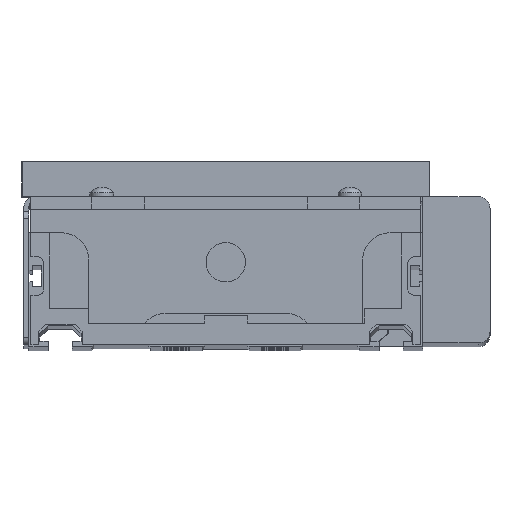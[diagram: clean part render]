
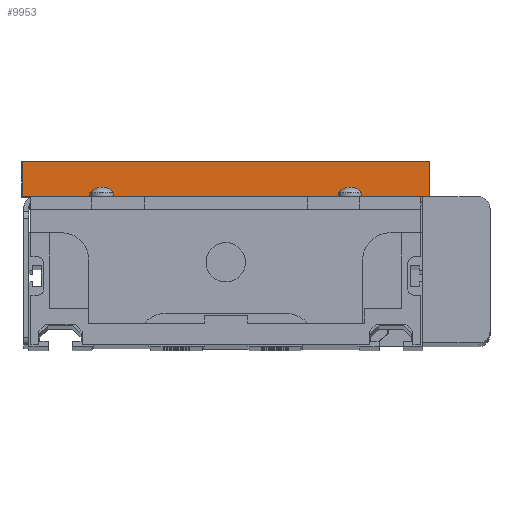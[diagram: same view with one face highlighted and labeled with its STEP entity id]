
A CAD part, top view. The second image highlights one B-rep face of the part: STEP entity #9953.
In plain terms, the highlighted planar face has unit normal (0, 0, 1).
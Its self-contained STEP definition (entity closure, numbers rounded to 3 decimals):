
#376 = PLANE ( 'NONE',  #12440 ) ;
#1008 = DIRECTION ( 'NONE',  ( 0., 1., 0. ) ) ;
#1424 = DIRECTION ( 'NONE',  ( 1., 0., 0. ) ) ;
#1502 = VECTOR ( 'NONE', #1008, 1000. ) ;
#4890 = FACE_OUTER_BOUND ( 'NONE', #6326, .T. ) ;
#5946 = CARTESIAN_POINT ( 'NONE',  ( 51.75, 26.5, 90. ) ) ;
#6326 = EDGE_LOOP ( 'NONE', ( #8766, #20432, #28398, #9874 ) ) ;
#7646 = VERTEX_POINT ( 'NONE', #22419 ) ;
#7996 = DIRECTION ( 'NONE',  ( 0., 1., 0. ) ) ;
#8225 = EDGE_CURVE ( 'NONE', #7646, #9513, #14046, .T. ) ;
#8766 = ORIENTED_EDGE ( 'NONE', *, *, #19327, .F. ) ;
#9270 = CARTESIAN_POINT ( 'NONE',  ( -51.75, 17.5, 90. ) ) ;
#9513 = VERTEX_POINT ( 'NONE', #15043 ) ;
#9874 = ORIENTED_EDGE ( 'NONE', *, *, #16743, .T. ) ;
#9905 = CARTESIAN_POINT ( 'NONE',  ( 51.75, 17.5, 90. ) ) ;
#9953 = ADVANCED_FACE ( 'NONE', ( #4890 ), #376, .T. ) ;
#10203 = CARTESIAN_POINT ( 'NONE',  ( -51.75, 17.5, 90. ) ) ;
#11682 = CARTESIAN_POINT ( 'NONE',  ( -51.75, 26.5, 90. ) ) ;
#12006 = VECTOR ( 'NONE', #7996, 1000. ) ;
#12126 = EDGE_CURVE ( 'NONE', #7646, #26690, #21167, .T. ) ;
#12440 = AXIS2_PLACEMENT_3D ( 'NONE', #9270, #23003, #18181 ) ;
#13124 = CARTESIAN_POINT ( 'NONE',  ( -51.75, 26.5, 90. ) ) ;
#13575 = DIRECTION ( 'NONE',  ( 1., 0., 0. ) ) ;
#14046 = LINE ( 'NONE', #25964, #26349 ) ;
#15043 = CARTESIAN_POINT ( 'NONE',  ( 51.75, 17.5, 90. ) ) ;
#16355 = LINE ( 'NONE', #9905, #1502 ) ;
#16743 = EDGE_CURVE ( 'NONE', #9513, #28353, #16355, .T. ) ;
#18181 = DIRECTION ( 'NONE',  ( 1., 0., 0. ) ) ;
#19327 = EDGE_CURVE ( 'NONE', #26690, #28353, #24676, .T. ) ;
#19895 = VECTOR ( 'NONE', #13575, 1000. ) ;
#20432 = ORIENTED_EDGE ( 'NONE', *, *, #12126, .F. ) ;
#21167 = LINE ( 'NONE', #10203, #12006 ) ;
#22419 = CARTESIAN_POINT ( 'NONE',  ( -51.75, 17.5, 90. ) ) ;
#23003 = DIRECTION ( 'NONE',  ( 0., 0., 1. ) ) ;
#24676 = LINE ( 'NONE', #13124, #19895 ) ;
#25964 = CARTESIAN_POINT ( 'NONE',  ( -51.75, 17.5, 90. ) ) ;
#26349 = VECTOR ( 'NONE', #1424, 1000. ) ;
#26690 = VERTEX_POINT ( 'NONE', #11682 ) ;
#28353 = VERTEX_POINT ( 'NONE', #5946 ) ;
#28398 = ORIENTED_EDGE ( 'NONE', *, *, #8225, .T. ) ;
